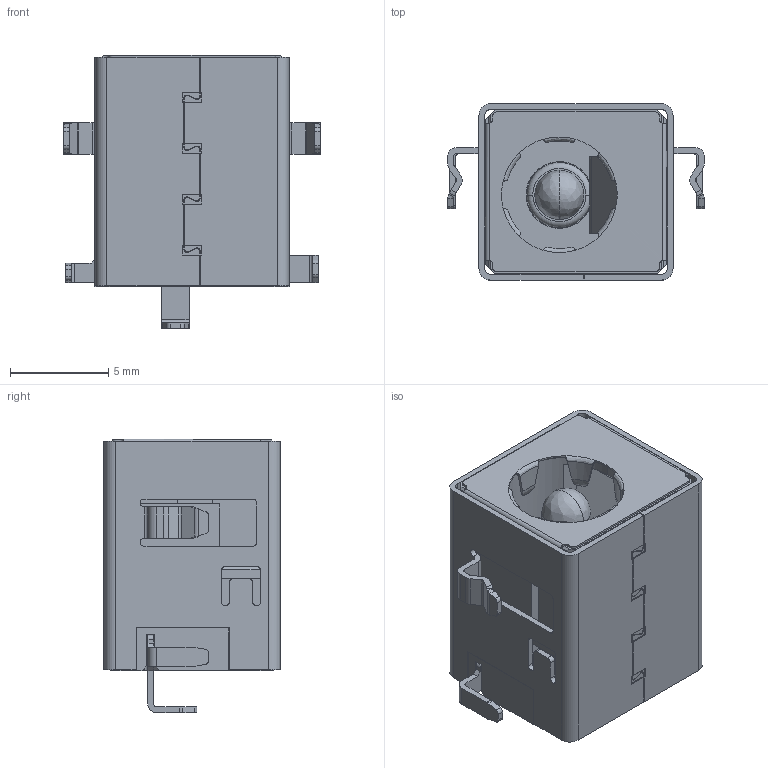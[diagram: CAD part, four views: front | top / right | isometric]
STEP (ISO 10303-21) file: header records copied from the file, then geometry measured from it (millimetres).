
FILE_DESCRIPTION (( 'STEP AP214' ), '1' );
FILE_NAME ('CUI_DEVICES_PJ-069B-SMT-TR.step', '2024-06-26T15:19:26', ( '' ), ( '' ), 'SwSTEP 2.0', 'SolidWorks 2024', '' );
FILE_SCHEMA (( 'AUTOMOTIVE_DESIGN' ));
Length unit declared in the file: inch
Products named in the file (1): CUI_DEVICES_PJ-069B-SMT-TR
Bounding box: 13.1 x 9 x 13.95 mm (x, y, z)
Volume: 670.9 mm3; surface area: 2319.9 mm2
Topology: 5 solids, 5 shells, 851 faces, 2395 edges, 1540 vertices
Faces by surface type: plane 463, cylinder 239, bspline 118, torus 22, cone 9
Entity records: 31808 total; most frequent: CARTESIAN_POINT 11056, ORIENTED_EDGE 4774, DIRECTION 3601, EDGE_CURVE 2387, VECTOR 1557, LINE 1557, VERTEX_POINT 1540, AXIS2_PLACEMENT_3D 1022
